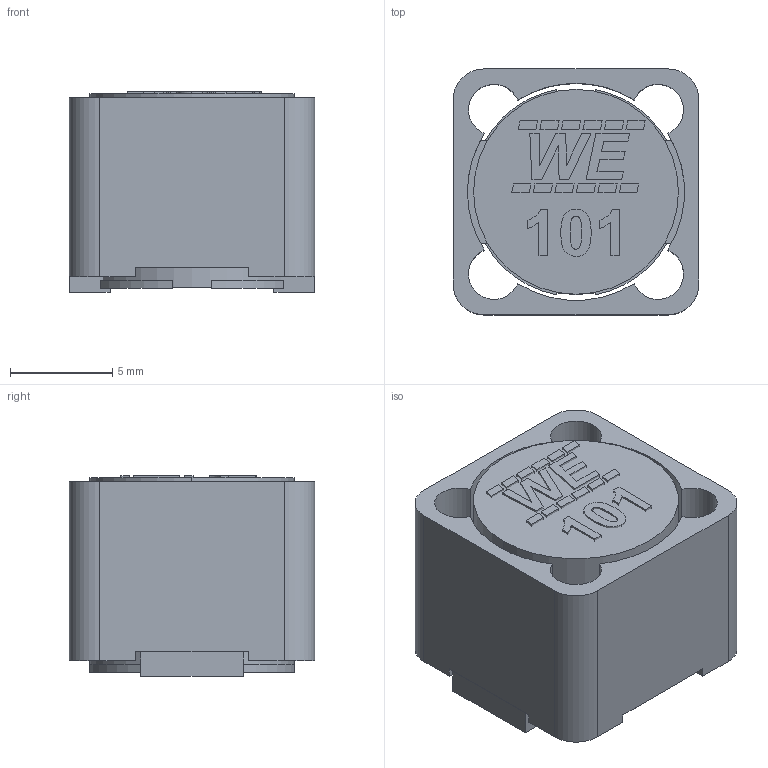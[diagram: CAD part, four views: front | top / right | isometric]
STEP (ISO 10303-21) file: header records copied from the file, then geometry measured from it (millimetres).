
FILE_DESCRIPTION (( 'STEP AP214' ), '1' );
FILE_NAME ('User Library-WE_PDXXL.STEP', '2015-12-17T13:02:55', ( 'Windows User' ), ( '' ), 'SwSTEP 2.0', 'SolidWorks 2016', '' );
FILE_SCHEMA (( 'AUTOMOTIVE_DESIGN' ));
Length unit declared in the file: millimetre
Products named in the file (1): User Library-WE_PDXXL
Bounding box: 12 x 12 x 9.81 mm (x, y, z)
Volume: 1130.6 mm3; surface area: 1532 mm2
Topology: 21 solids, 21 shells, 203 faces, 486 edges, 324 vertices
Faces by surface type: plane 168, cylinder 22, bspline 13
Entity records: 8392 total; most frequent: CARTESIAN_POINT 1240, ORIENTED_EDGE 972, DIRECTION 889, EDGE_CURVE 486, LINE 403, VECTOR 403, VERTEX_POINT 324, AXIS2_PLACEMENT_3D 243
